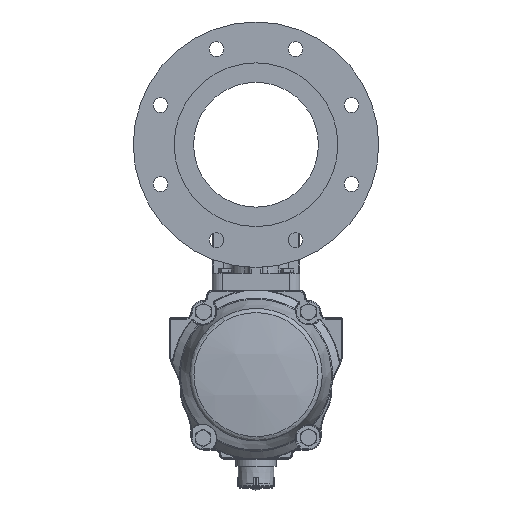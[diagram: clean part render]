
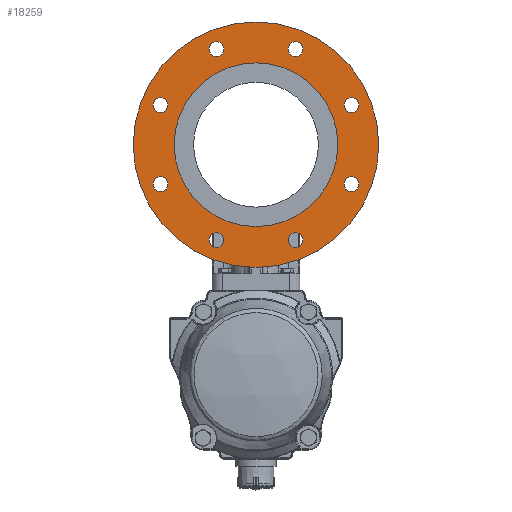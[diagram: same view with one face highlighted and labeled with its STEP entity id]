
A CAD part, front view. The second image highlights one B-rep face of the part: STEP entity #18259.
In plain terms, the highlighted planar face has unit normal (0, -1, 0).
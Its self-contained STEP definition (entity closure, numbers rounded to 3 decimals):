
#2886=PLANE('',#19616);
#4309=ORIENTED_EDGE('',*,*,#8568,.F.);
#4310=ORIENTED_EDGE('',*,*,#8569,.F.);
#4311=ORIENTED_EDGE('',*,*,#8570,.F.);
#4312=ORIENTED_EDGE('',*,*,#8571,.F.);
#4313=ORIENTED_EDGE('',*,*,#8572,.F.);
#4314=ORIENTED_EDGE('',*,*,#8573,.F.);
#4315=ORIENTED_EDGE('',*,*,#8574,.F.);
#4316=ORIENTED_EDGE('',*,*,#8567,.F.);
#4317=ORIENTED_EDGE('',*,*,#8575,.F.);
#4318=ORIENTED_EDGE('',*,*,#7965,.T.);
#7965=EDGE_CURVE('',#10397,#10397,#11923,.T.);
#8567=EDGE_CURVE('',#10781,#10781,#12169,.T.);
#8568=EDGE_CURVE('',#10782,#10782,#12170,.T.);
#8569=EDGE_CURVE('',#10783,#10783,#12171,.T.);
#8570=EDGE_CURVE('',#10784,#10784,#12172,.T.);
#8571=EDGE_CURVE('',#10785,#10785,#12173,.T.);
#8572=EDGE_CURVE('',#10786,#10786,#12174,.T.);
#8573=EDGE_CURVE('',#10787,#10787,#12175,.T.);
#8574=EDGE_CURVE('',#10788,#10788,#12176,.T.);
#8575=EDGE_CURVE('',#10789,#10789,#12177,.T.);
#10397=VERTEX_POINT('',#25850);
#10781=VERTEX_POINT('',#28412);
#10782=VERTEX_POINT('',#28415);
#10783=VERTEX_POINT('',#28418);
#10784=VERTEX_POINT('',#28421);
#10785=VERTEX_POINT('',#28424);
#10786=VERTEX_POINT('',#28427);
#10787=VERTEX_POINT('',#28430);
#10788=VERTEX_POINT('',#28433);
#10789=VERTEX_POINT('',#28444);
#11923=CIRCLE('',#19152,142.5);
#12169=CIRCLE('',#19593,8.647);
#12170=CIRCLE('',#19595,8.647);
#12171=CIRCLE('',#19597,8.647);
#12172=CIRCLE('',#19599,8.647);
#12173=CIRCLE('',#19601,8.647);
#12174=CIRCLE('',#19603,8.647);
#12175=CIRCLE('',#19605,8.647);
#12176=CIRCLE('',#19607,8.647);
#12177=CIRCLE('',#19617,95.);
#13295=EDGE_LOOP('',(#4309));
#13296=EDGE_LOOP('',(#4310));
#13297=EDGE_LOOP('',(#4311));
#13298=EDGE_LOOP('',(#4312));
#13299=EDGE_LOOP('',(#4313));
#13300=EDGE_LOOP('',(#4314));
#13301=EDGE_LOOP('',(#4315));
#13302=EDGE_LOOP('',(#4316));
#13303=EDGE_LOOP('',(#4317));
#13304=EDGE_LOOP('',(#4318));
#14620=FACE_BOUND('',#13295,.T.);
#14621=FACE_BOUND('',#13296,.T.);
#14622=FACE_BOUND('',#13297,.T.);
#14623=FACE_BOUND('',#13298,.T.);
#14624=FACE_BOUND('',#13299,.T.);
#14625=FACE_BOUND('',#13300,.T.);
#14626=FACE_BOUND('',#13301,.T.);
#14627=FACE_BOUND('',#13302,.T.);
#14628=FACE_BOUND('',#13303,.T.);
#14629=FACE_BOUND('',#13304,.T.);
#18259=ADVANCED_FACE('',(#14620,#14621,#14622,#14623,#14624,#14625,#14626,
#14627,#14628,#14629),#2886,.T.);
#19152=AXIS2_PLACEMENT_3D('',#25849,#21116,#21117);
#19593=AXIS2_PLACEMENT_3D('',#28411,#22194,#22195);
#19595=AXIS2_PLACEMENT_3D('',#28414,#22198,#22199);
#19597=AXIS2_PLACEMENT_3D('',#28417,#22202,#22203);
#19599=AXIS2_PLACEMENT_3D('',#28420,#22206,#22207);
#19601=AXIS2_PLACEMENT_3D('',#28423,#22210,#22211);
#19603=AXIS2_PLACEMENT_3D('',#28426,#22214,#22215);
#19605=AXIS2_PLACEMENT_3D('',#28429,#22218,#22219);
#19607=AXIS2_PLACEMENT_3D('',#28432,#22222,#22223);
#19616=AXIS2_PLACEMENT_3D('',#28442,#22240,#22241);
#19617=AXIS2_PLACEMENT_3D('',#28443,#22242,#22243);
#21116=DIRECTION('',(0.,-1.,0.));
#21117=DIRECTION('',(-1.,0.,0.));
#22194=DIRECTION('',(0.,-1.,0.));
#22195=DIRECTION('',(-1.,0.,0.));
#22198=DIRECTION('',(0.,-1.,0.));
#22199=DIRECTION('',(-1.,0.,0.));
#22202=DIRECTION('',(0.,-1.,0.));
#22203=DIRECTION('',(-1.,0.,0.));
#22206=DIRECTION('',(0.,-1.,0.));
#22207=DIRECTION('',(-1.,0.,0.));
#22210=DIRECTION('',(0.,-1.,0.));
#22211=DIRECTION('',(-1.,0.,0.));
#22214=DIRECTION('',(0.,-1.,0.));
#22215=DIRECTION('',(-1.,0.,0.));
#22218=DIRECTION('',(0.,-1.,0.));
#22219=DIRECTION('',(-1.,0.,0.));
#22222=DIRECTION('',(0.,-1.,0.));
#22223=DIRECTION('',(-1.,0.,0.));
#22240=DIRECTION('',(0.,-1.,0.));
#22241=DIRECTION('',(0.,0.,-1.));
#22242=DIRECTION('',(0.,-1.,0.));
#22243=DIRECTION('',(0.,0.,-1.));
#25849=CARTESIAN_POINT('',(0.,-108.,0.));
#25850=CARTESIAN_POINT('',(-142.5,-108.,0.));
#28411=CARTESIAN_POINT('',(45.922,-108.,-110.866));
#28412=CARTESIAN_POINT('',(37.275,-108.,-110.866));
#28414=CARTESIAN_POINT('',(110.866,-108.,-45.922));
#28415=CARTESIAN_POINT('',(102.219,-108.,-45.922));
#28417=CARTESIAN_POINT('',(110.866,-108.,45.922));
#28418=CARTESIAN_POINT('',(102.219,-108.,45.922));
#28420=CARTESIAN_POINT('',(45.922,-108.,110.866));
#28421=CARTESIAN_POINT('',(37.275,-108.,110.866));
#28423=CARTESIAN_POINT('',(-45.922,-108.,110.866));
#28424=CARTESIAN_POINT('',(-54.569,-108.,110.866));
#28426=CARTESIAN_POINT('',(-110.866,-108.,45.922));
#28427=CARTESIAN_POINT('',(-119.513,-108.,45.922));
#28429=CARTESIAN_POINT('',(-110.866,-108.,-45.922));
#28430=CARTESIAN_POINT('',(-119.513,-108.,-45.922));
#28432=CARTESIAN_POINT('',(-45.922,-108.,-110.866));
#28433=CARTESIAN_POINT('',(-54.569,-108.,-110.866));
#28442=CARTESIAN_POINT('',(0.,-108.,0.));
#28443=CARTESIAN_POINT('',(0.,-108.,0.));
#28444=CARTESIAN_POINT('',(0.,-108.,-95.));
